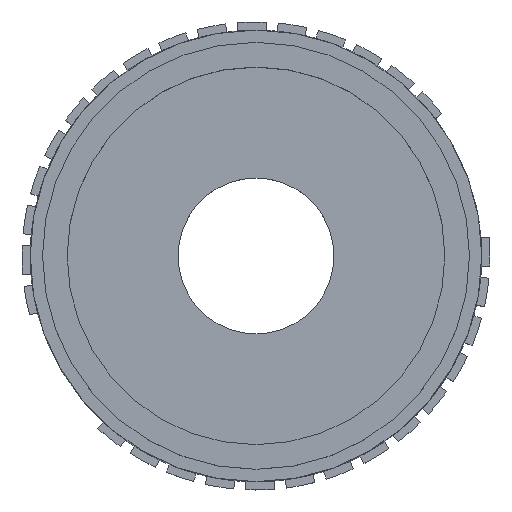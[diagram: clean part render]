
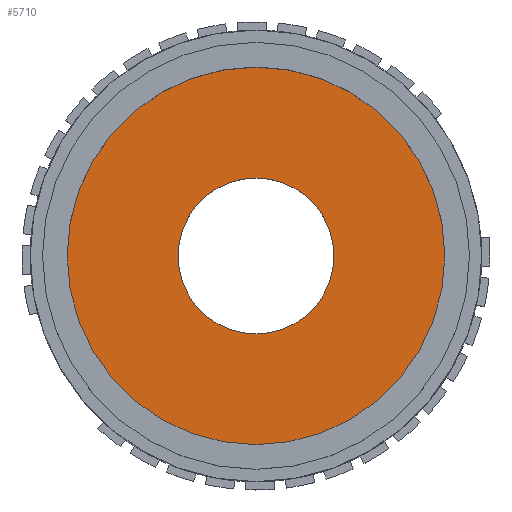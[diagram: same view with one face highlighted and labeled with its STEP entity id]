
A CAD part, top view. The second image highlights one B-rep face of the part: STEP entity #5710.
In plain terms, the highlighted planar face has unit normal (0, 0, 1).
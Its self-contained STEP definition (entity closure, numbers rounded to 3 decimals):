
#4064 = VERTEX_POINT('',#4065);
#4065 = CARTESIAN_POINT('',(19.,0.,-2.));
#4071 = EDGE_CURVE('',#4064,#4064,#4072,.T.);
#4072 = CIRCLE('',#4073,19.);
#4073 = AXIS2_PLACEMENT_3D('',#4074,#4075,#4076);
#4074 = CARTESIAN_POINT('',(0.,0.,-2.));
#4075 = DIRECTION('',(0.,0.,-1.));
#4076 = DIRECTION('',(1.,0.,0.));
#5710 = ADVANCED_FACE('',(#5711,#5722),#5725,.T.);
#5711 = FACE_BOUND('',#5712,.T.);
#5712 = EDGE_LOOP('',(#5713));
#5713 = ORIENTED_EDGE('',*,*,#5714,.T.);
#5714 = EDGE_CURVE('',#5715,#5715,#5717,.T.);
#5715 = VERTEX_POINT('',#5716);
#5716 = CARTESIAN_POINT('',(46.,0.,-2.));
#5717 = CIRCLE('',#5718,46.);
#5718 = AXIS2_PLACEMENT_3D('',#5719,#5720,#5721);
#5719 = CARTESIAN_POINT('',(0.,0.,-2.));
#5720 = DIRECTION('',(0.,0.,1.));
#5721 = DIRECTION('',(1.,0.,0.));
#5722 = FACE_BOUND('',#5723,.T.);
#5723 = EDGE_LOOP('',(#5724));
#5724 = ORIENTED_EDGE('',*,*,#4071,.T.);
#5725 = PLANE('',#5726);
#5726 = AXIS2_PLACEMENT_3D('',#5727,#5728,#5729);
#5727 = CARTESIAN_POINT('',(0.,0.,-2.));
#5728 = DIRECTION('',(0.,0.,1.));
#5729 = DIRECTION('',(1.,0.,0.));
